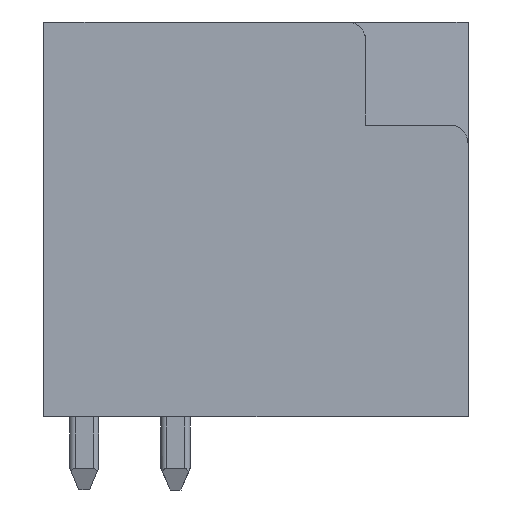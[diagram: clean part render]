
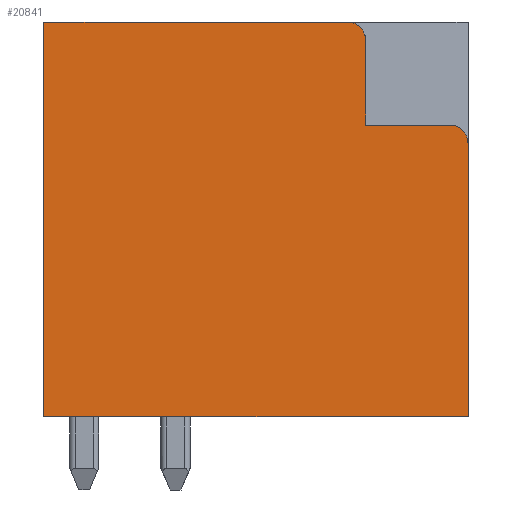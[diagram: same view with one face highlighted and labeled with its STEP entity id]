
A CAD part, left-side view. The second image highlights one B-rep face of the part: STEP entity #20841.
In plain terms, the highlighted planar face has unit normal (-1, 0, 0).
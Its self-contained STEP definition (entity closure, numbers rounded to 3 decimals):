
#559=CIRCLE('',#22256,0.5);
#560=CIRCLE('',#22257,0.5);
#4830=ORIENTED_EDGE('',*,*,#8532,.F.);
#4831=ORIENTED_EDGE('',*,*,#8892,.T.);
#4832=ORIENTED_EDGE('',*,*,#8893,.T.);
#4833=ORIENTED_EDGE('',*,*,#8894,.T.);
#4834=ORIENTED_EDGE('',*,*,#8895,.T.);
#4835=ORIENTED_EDGE('',*,*,#8187,.F.);
#4836=ORIENTED_EDGE('',*,*,#8616,.F.);
#4837=ORIENTED_EDGE('',*,*,#8896,.T.);
#8187=EDGE_CURVE('',#10771,#10772,#12857,.T.);
#8532=EDGE_CURVE('',#10996,#10997,#13184,.T.);
#8616=EDGE_CURVE('',#11062,#10771,#13268,.T.);
#8892=EDGE_CURVE('',#10996,#11193,#559,.F.);
#8893=EDGE_CURVE('',#11193,#11194,#13537,.T.);
#8894=EDGE_CURVE('',#11194,#11195,#13538,.T.);
#8895=EDGE_CURVE('',#11195,#10772,#560,.F.);
#8896=EDGE_CURVE('',#11062,#10997,#13539,.T.);
#10771=VERTEX_POINT('',#31282);
#10772=VERTEX_POINT('',#31284);
#10996=VERTEX_POINT('',#32012);
#10997=VERTEX_POINT('',#32014);
#11062=VERTEX_POINT('',#32171);
#11193=VERTEX_POINT('',#32742);
#11194=VERTEX_POINT('',#32744);
#11195=VERTEX_POINT('',#32746);
#12857=LINE('',#31283,#15407);
#13184=LINE('',#32013,#15734);
#13268=LINE('',#32172,#15818);
#13537=LINE('',#32743,#16087);
#13538=LINE('',#32745,#16088);
#13539=LINE('',#32748,#16089);
#15407=VECTOR('',#25303,1000.);
#15734=VECTOR('',#25858,1000.);
#15818=VECTOR('',#25960,1000.);
#16087=VECTOR('',#26539,1000.);
#16088=VECTOR('',#26540,1000.);
#16089=VECTOR('',#26543,1000.);
#17643=EDGE_LOOP('',(#4830,#4831,#4832,#4833,#4834,#4835,#4836,#4837));
#18844=FACE_BOUND('',#17643,.T.);
#19813=PLANE('',#22255);
#20841=ADVANCED_FACE('',(#18844),#19813,.F.);
#22255=AXIS2_PLACEMENT_3D('',#32740,#26535,#26536);
#22256=AXIS2_PLACEMENT_3D('',#32741,#26537,#26538);
#22257=AXIS2_PLACEMENT_3D('',#32747,#26541,#26542);
#25303=DIRECTION('',(0.,-1.,0.));
#25858=DIRECTION('',(0.,0.,-1.));
#25960=DIRECTION('',(0.,0.,1.));
#26535=DIRECTION('',(1.,0.,0.));
#26536=DIRECTION('',(0.,0.,-1.));
#26537=DIRECTION('',(1.,0.,0.));
#26538=DIRECTION('',(0.,0.,-1.));
#26539=DIRECTION('',(0.,1.,0.));
#26540=DIRECTION('',(0.,0.,1.));
#26541=DIRECTION('',(1.,0.,0.));
#26542=DIRECTION('',(0.,0.,-1.));
#26543=DIRECTION('',(0.,-1.,0.));
#31282=CARTESIAN_POINT('',(-14.,11.6,10.8));
#31283=CARTESIAN_POINT('',(-14.,11.6,10.8));
#31284=CARTESIAN_POINT('',(-14.,3.3,10.8));
#32012=CARTESIAN_POINT('',(-14.,0.,7.48));
#32013=CARTESIAN_POINT('',(-14.,0.,10.8));
#32014=CARTESIAN_POINT('',(-14.,0.,0.));
#32171=CARTESIAN_POINT('',(-14.,11.6,0.));
#32172=CARTESIAN_POINT('',(-14.,11.6,0.303));
#32740=CARTESIAN_POINT('',(-14.,0.,0.));
#32741=CARTESIAN_POINT('',(-14.,0.5,7.48));
#32742=CARTESIAN_POINT('',(-14.,0.5,7.98));
#32743=CARTESIAN_POINT('',(-14.,0.,7.98));
#32744=CARTESIAN_POINT('',(-14.,2.8,7.98));
#32745=CARTESIAN_POINT('',(-14.,2.8,7.98));
#32746=CARTESIAN_POINT('',(-14.,2.8,10.3));
#32747=CARTESIAN_POINT('',(-14.,3.3,10.3));
#32748=CARTESIAN_POINT('',(-14.,11.6,0.));
